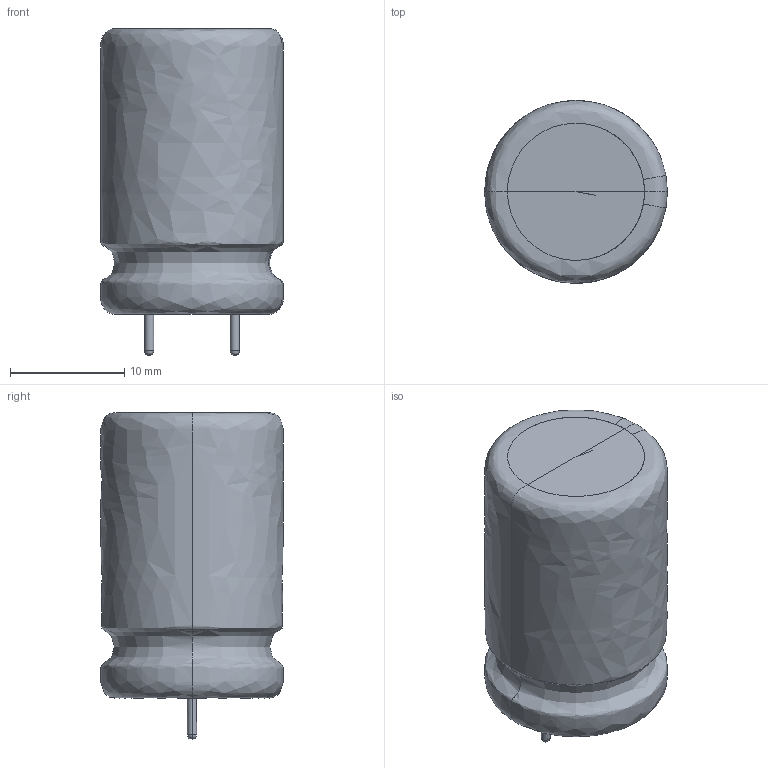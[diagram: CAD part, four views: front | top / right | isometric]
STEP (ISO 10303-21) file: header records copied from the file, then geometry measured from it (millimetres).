
FILE_DESCRIPTION(/* description */ (''),/* implementation_level */ '2;1');
FILE_NAME(/* name */ 'ELCO-D~1',/* time_stamp */ '2017-01-12T22:01:25+01:00',/* author */ (''),/* organization */ (''),/* preprocessor_version */ 'ST-DEVELOPER v14',/* originating_system */ '',/* authorisation */ '');
FILE_SCHEMA (('AUTOMOTIVE_DESIGN'));
Length unit declared in the file: millimetre
Products named in the file (1): Document
Bounding box: 16 x 16 x 28.62 mm (x, y, z)
Surface area: 1639.8 mm2 (no closed solid volume)
Topology: 0 solids, 5 shells, 14 faces, 50 edges, 34 vertices
Faces by surface type: bspline 14
Entity records: 1906 total; most frequent: CARTESIAN_POINT 1638, ORIENTED_EDGE 59, EDGE_CURVE 40, VERTEX_POINT 31, ADVANCED_FACE 14, FACE_OUTER_BOUND 14, EDGE_LOOP 14, COLOUR_RGB 7
